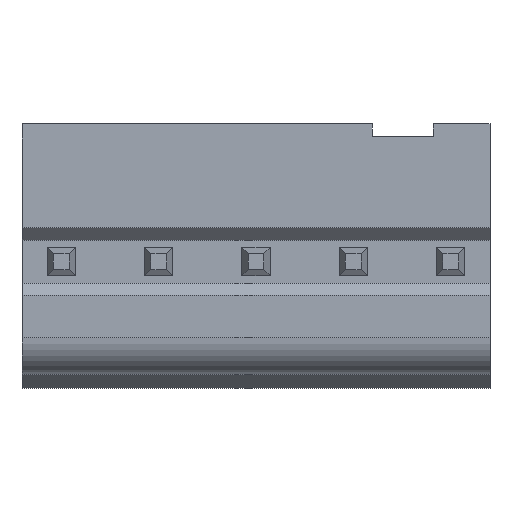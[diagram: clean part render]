
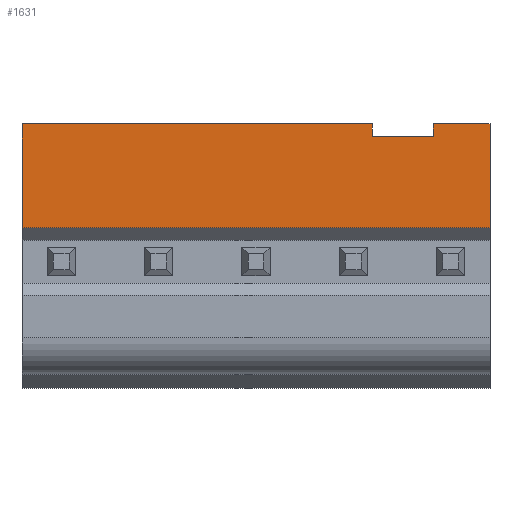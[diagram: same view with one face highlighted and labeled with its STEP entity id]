
A CAD part, front view. The second image highlights one B-rep face of the part: STEP entity #1631.
In plain terms, the highlighted planar face has unit normal (0, -1, 0).
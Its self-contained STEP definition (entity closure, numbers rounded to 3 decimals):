
#79=DIRECTION('',(0.,0.,-1.));
#80=VECTOR('',#79,4.225);
#81=CARTESIAN_POINT('',(-9.52,0.,10.2));
#82=LINE('',#81,#80);
#183=DIRECTION('',(0.,0.,-1.));
#184=VECTOR('',#183,0.5);
#185=CARTESIAN_POINT('',(7.22,0.,10.2));
#186=LINE('',#185,#184);
#187=DIRECTION('',(1.,0.,0.));
#188=VECTOR('',#187,2.3);
#189=CARTESIAN_POINT('',(7.22,0.,10.2));
#190=LINE('',#189,#188);
#191=DIRECTION('',(1.,0.,0.));
#192=VECTOR('',#191,19.04);
#193=CARTESIAN_POINT('',(-9.52,0.,5.975));
#194=LINE('',#193,#192);
#195=DIRECTION('',(1.,0.,0.));
#196=VECTOR('',#195,14.24);
#197=CARTESIAN_POINT('',(-9.52,0.,10.2));
#198=LINE('',#197,#196);
#199=DIRECTION('',(0.,0.,-1.));
#200=VECTOR('',#199,0.5);
#201=CARTESIAN_POINT('',(4.72,0.,10.2));
#202=LINE('',#201,#200);
#203=DIRECTION('',(-1.,0.,0.));
#204=VECTOR('',#203,2.5);
#205=CARTESIAN_POINT('',(7.22,0.,9.7));
#206=LINE('',#205,#204);
#219=DIRECTION('',(0.,0.,-1.));
#220=VECTOR('',#219,4.225);
#221=CARTESIAN_POINT('',(9.52,0.,10.2));
#222=LINE('',#221,#220);
#1131=CARTESIAN_POINT('',(-9.52,0.,10.2));
#1132=VERTEX_POINT('',#1131);
#1165=CARTESIAN_POINT('',(9.52,0.,10.2));
#1166=VERTEX_POINT('',#1165);
#1187=CARTESIAN_POINT('',(-9.52,0.,5.975));
#1188=VERTEX_POINT('',#1187);
#1195=CARTESIAN_POINT('',(9.52,0.,5.975));
#1196=VERTEX_POINT('',#1195);
#1445=CARTESIAN_POINT('',(7.22,0.,10.2));
#1446=VERTEX_POINT('',#1445);
#1447=CARTESIAN_POINT('',(4.72,0.,10.2));
#1448=VERTEX_POINT('',#1447);
#1449=CARTESIAN_POINT('',(7.22,0.,9.7));
#1450=VERTEX_POINT('',#1449);
#1451=CARTESIAN_POINT('',(4.72,0.,9.7));
#1452=VERTEX_POINT('',#1451);
#1610=CARTESIAN_POINT('',(-9.52,0.,10.2));
#1611=DIRECTION('',(0.,-1.,0.));
#1612=DIRECTION('',(0.,0.,-1.));
#1613=AXIS2_PLACEMENT_3D('',#1610,#1611,#1612);
#1614=PLANE('',#1613);
#1616=ORIENTED_EDGE('',*,*,#1615,.F.);
#1618=ORIENTED_EDGE('',*,*,#1617,.T.);
#1620=ORIENTED_EDGE('',*,*,#1619,.T.);
#1621=ORIENTED_EDGE('',*,*,#1588,.F.);
#1622=ORIENTED_EDGE('',*,*,#1494,.F.);
#1624=ORIENTED_EDGE('',*,*,#1623,.T.);
#1626=ORIENTED_EDGE('',*,*,#1625,.T.);
#1628=ORIENTED_EDGE('',*,*,#1627,.F.);
#1629=EDGE_LOOP('',(#1616,#1618,#1620,#1621,#1622,#1624,#1626,#1628));
#1630=FACE_OUTER_BOUND('',#1629,.F.);
#1631=ADVANCED_FACE('',(#1630),#1614,.T.);
#1494=EDGE_CURVE('',#1132,#1188,#82,.T.);
#1588=EDGE_CURVE('',#1188,#1196,#194,.T.);
#1615=EDGE_CURVE('',#1446,#1450,#186,.T.);
#1617=EDGE_CURVE('',#1446,#1166,#190,.T.);
#1619=EDGE_CURVE('',#1166,#1196,#222,.T.);
#1623=EDGE_CURVE('',#1132,#1448,#198,.T.);
#1625=EDGE_CURVE('',#1448,#1452,#202,.T.);
#1627=EDGE_CURVE('',#1450,#1452,#206,.T.);
